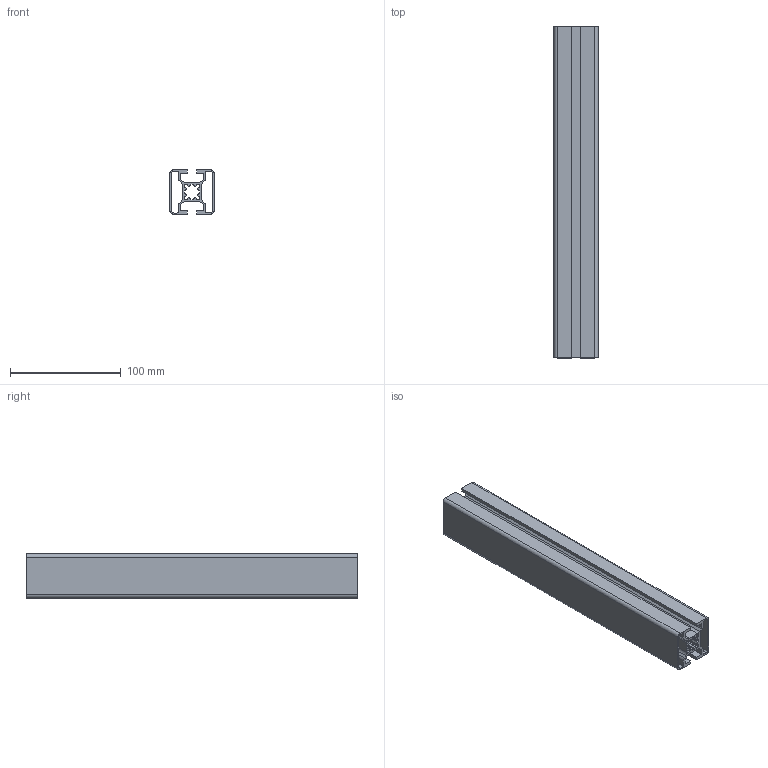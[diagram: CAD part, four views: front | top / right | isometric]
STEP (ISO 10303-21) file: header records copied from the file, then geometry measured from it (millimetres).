
FILE_DESCRIPTION (( 'STEP AP214' ), '1' );
FILE_NAME ('1727974433477.step', '2024-10-03T16:53:55', ( 'Windows User' ), ( '' ), 'SwSTEP 2.0', 'SolidWorks 2011', '' );
FILE_SCHEMA (( 'AUTOMOTIVE_DESIGN' ));
Length unit declared in the file: millimetre
Products named in the file (2): 1727974433477; 1.11.040040.23LPx300.00(1)
Assembly tree (1 placements, depth 2):
  1727974433477
    1.11.040040.23LPx300.00(1)
Bounding box: 40 x 300 x 40 mm (x, y, z)
Volume: 138698.7 mm3; surface area: 150514.4 mm2
Topology: 1 solids, 1 shells, 114 faces, 336 edges, 224 vertices
Faces by surface type: plane 77, cylinder 37
Entity records: 3872 total; most frequent: CARTESIAN_POINT 678, ORIENTED_EDGE 672, DIRECTION 646, EDGE_CURVE 336, LINE 262, VECTOR 262, VERTEX_POINT 224, AXIS2_PLACEMENT_3D 192
